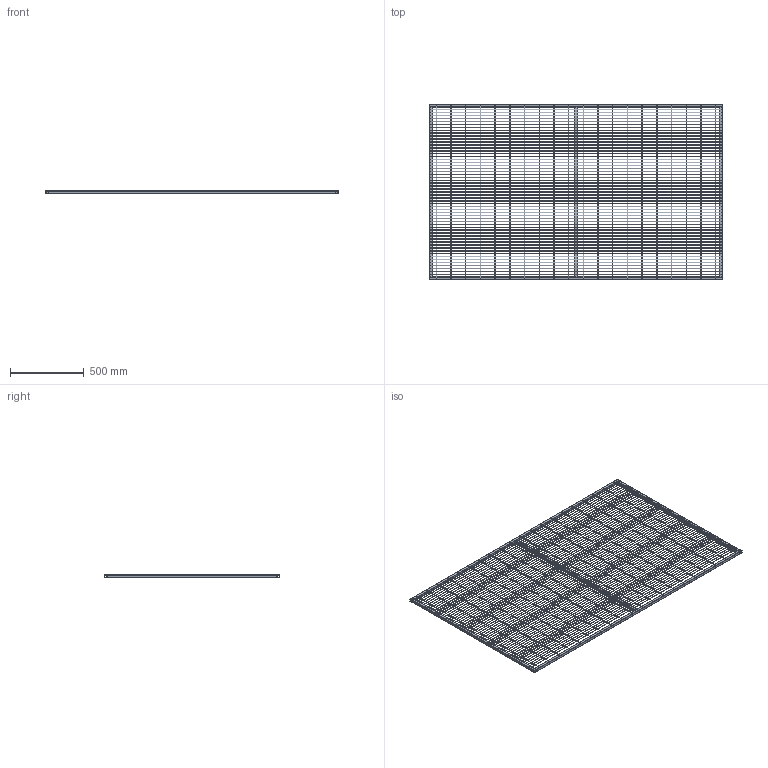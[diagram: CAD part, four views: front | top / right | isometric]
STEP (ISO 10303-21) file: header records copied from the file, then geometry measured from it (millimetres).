
FILE_DESCRIPTION (( 'STEP AP214' ), '1' );
FILE_NAME ('SRF_C_1200_3_B.STEP', '2018-01-26T08:10:22', ( '' ), ( '' ), 'SwSTEP 2.0', 'SolidWorks 2018', '' );
FILE_SCHEMA (( 'AUTOMOTIVE_DESIGN' ));
Length unit declared in the file: millimetre
Products named in the file (1): SRF_C_1200_3_B
Bounding box: 1999 x 1195 x 26 mm (x, y, z)
Volume: 1419166.4 mm3; surface area: 2401283.1 mm2
Topology: 86 solids, 86 shells, 710 faces, 1554 edges, 1036 vertices
Faces by surface type: cylinder 366, plane 344
Entity records: 28395 total; most frequent: DIRECTION 3708, CARTESIAN_POINT 3301, ORIENTED_EDGE 3108, EDGE_CURVE 1554, AXIS2_PLACEMENT_3D 1443, VERTEX_POINT 1036, VECTOR 822, LINE 822
